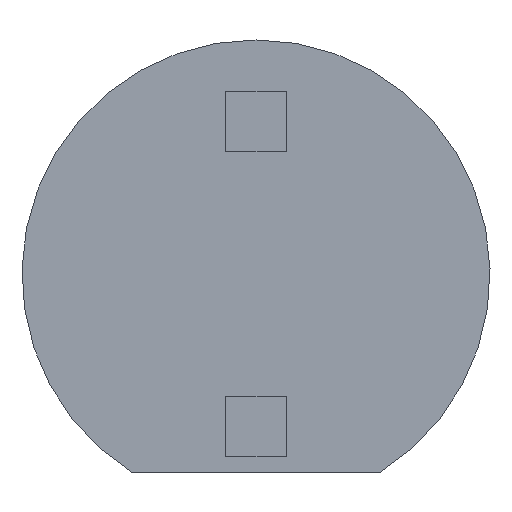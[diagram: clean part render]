
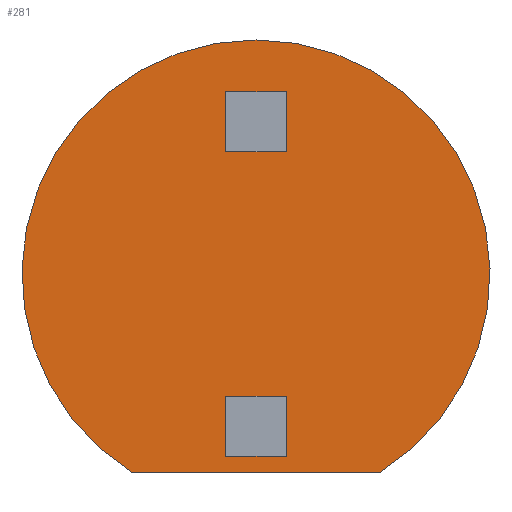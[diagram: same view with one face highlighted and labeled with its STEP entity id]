
A CAD part, front view. The second image highlights one B-rep face of the part: STEP entity #281.
In plain terms, the highlighted planar face has unit normal (0, -1, 0).
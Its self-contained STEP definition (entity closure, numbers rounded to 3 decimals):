
#1 = LINE ( 'NONE', #103, #840 ) ;
#56 = DIRECTION ( 'NONE',  ( 0., 0., -1. ) ) ;
#103 = CARTESIAN_POINT ( 'NONE',  ( -1.95, 0., -1.65 ) ) ;
#141 = CARTESIAN_POINT ( 'NONE',  ( 1.039, 0., -1.65 ) ) ;
#241 = EDGE_LOOP ( 'NONE', ( #1121, #857 ) ) ;
#281 = ADVANCED_FACE ( 'NONE', ( #950 ), #1139, .T. ) ;
#346 = CARTESIAN_POINT ( 'NONE',  ( 0., 0., 0. ) ) ;
#356 = AXIS2_PLACEMENT_3D ( 'NONE', #346, #866, #56 ) ;
#431 = EDGE_CURVE ( 'NONE', #678, #1134, #580, .T. ) ;
#537 = DIRECTION ( 'NONE',  ( 0., 0., -1. ) ) ;
#543 = DIRECTION ( 'NONE',  ( 0., -1., 0. ) ) ;
#557 = CARTESIAN_POINT ( 'NONE',  ( -1.039, 0., -1.65 ) ) ;
#580 = CIRCLE ( 'NONE', #954, 1.95 ) ;
#678 = VERTEX_POINT ( 'NONE', #141 ) ;
#706 = CARTESIAN_POINT ( 'NONE',  ( 0., 0., 0. ) ) ;
#740 = DIRECTION ( 'NONE',  ( 1., 0., 0. ) ) ;
#840 = VECTOR ( 'NONE', #740, 1000. ) ;
#857 = ORIENTED_EDGE ( 'NONE', *, *, #431, .T. ) ;
#866 = DIRECTION ( 'NONE',  ( 0., -1., 0. ) ) ;
#950 = FACE_OUTER_BOUND ( 'NONE', #241, .T. ) ;
#954 = AXIS2_PLACEMENT_3D ( 'NONE', #706, #543, #537 ) ;
#1121 = ORIENTED_EDGE ( 'NONE', *, *, #1138, .T. ) ;
#1134 = VERTEX_POINT ( 'NONE', #557 ) ;
#1138 = EDGE_CURVE ( 'NONE', #1134, #678, #1, .T. ) ;
#1139 = PLANE ( 'NONE',  #356 ) ;
